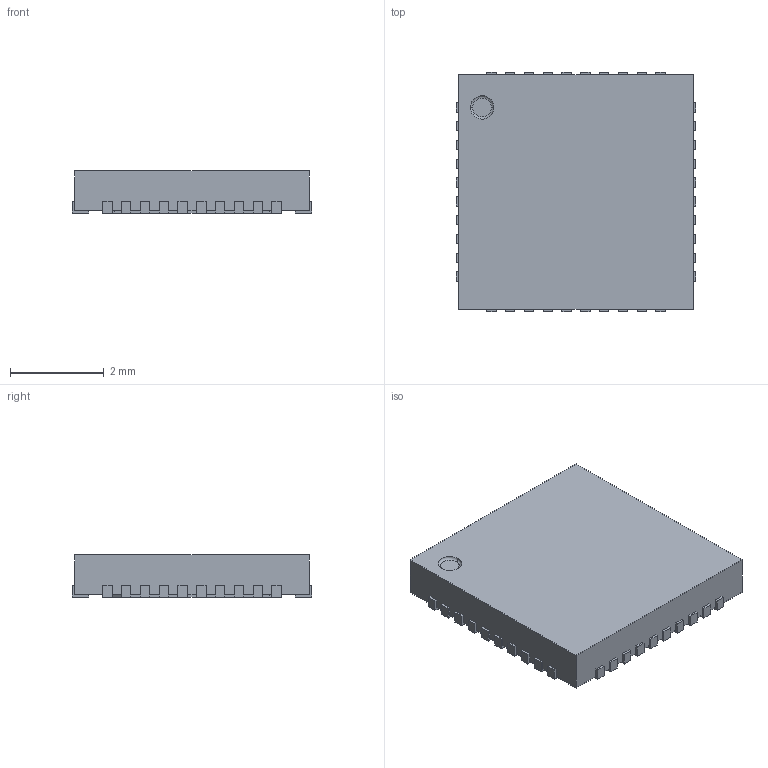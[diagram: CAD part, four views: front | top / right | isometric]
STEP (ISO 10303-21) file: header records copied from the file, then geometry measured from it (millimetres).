
FILE_DESCRIPTION (( 'STEP AP214' ), '1' );
FILE_NAME ( 'QFN41P40_500X500X90L35X20T360.STP', '2020-07-28T14:39:04', ( '' ), ( '' ), 'Part was generated with the free Library Expert Lite available at www.PCBLibraries.com. Removing line will violate the End User License Agreement.', '©2017 PCB Libraries, Inc.', '' );
FILE_SCHEMA (( 'AUTOMOTIVE_DESIGN' ));
Length unit declared in the file: millimetre
Products named in the file (1): QFN41P40_500X500X90L35X20T360
Bounding box: 5.1 x 5.1 x 0.9 mm (x, y, z)
Volume: 22.1 mm3; surface area: 105.3 mm2
Topology: 42 solids, 42 shells, 339 faces, 762 edges, 508 vertices
Faces by surface type: plane 334, cylinder 3, torus 2
Entity records: 10639 total; most frequent: CARTESIAN_POINT 1610, ORIENTED_EDGE 1524, DIRECTION 1454, EDGE_CURVE 762, VECTOR 750, LINE 750, VERTEX_POINT 508, STYLED_ITEM 382
